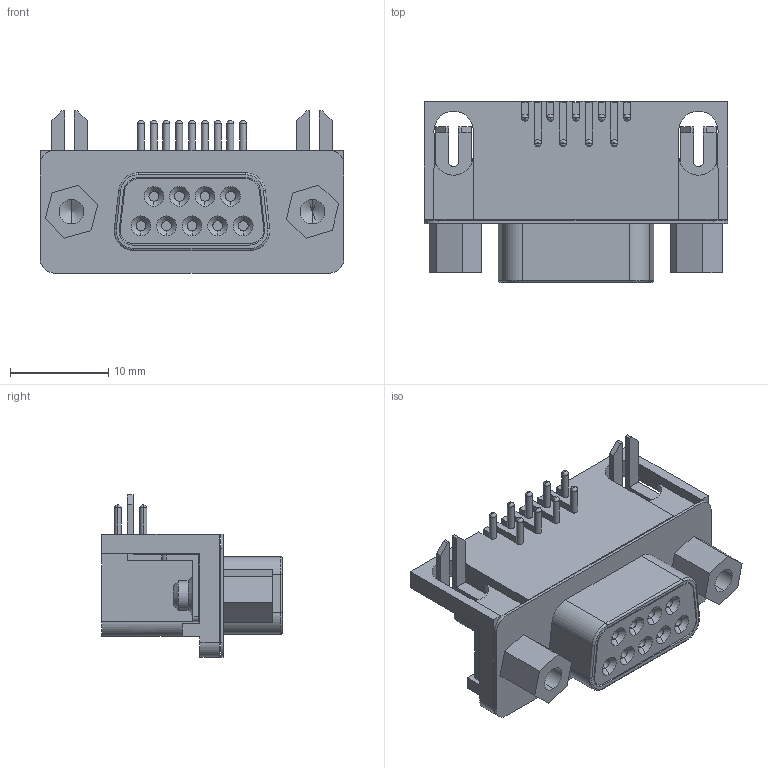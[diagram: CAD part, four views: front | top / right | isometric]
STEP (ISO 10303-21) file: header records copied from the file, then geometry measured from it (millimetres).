
FILE_DESCRIPTION (( 'STEP AP214' ), '1' );
FILE_NAME ('A23976D5-7AFC-48AC-BED6-ABFF4FDD5FA5.STEP', '2023-04-04T01:17:40', ( '' ), ( '' ), 'SwSTEP 2.0', 'SolidWorks 2022', '' );
FILE_SCHEMA (( 'AUTOMOTIVE_DESIGN' ));
Length unit declared in the file: millimetre
Products named in the file (1): A23976D5-7AFC-48AC-BED6-ABFF4FDD5FA5
Bounding box: 30.9 x 18.4 x 16.5 mm (x, y, z)
Volume: 3779.4 mm3; surface area: 3927.8 mm2
Topology: 1 solids, 1 shells, 325 faces, 809 edges, 504 vertices
Faces by surface type: plane 182, cylinder 91, cone 30, bspline 22
Entity records: 13382 total; most frequent: CARTESIAN_POINT 2043, DIRECTION 1615, ORIENTED_EDGE 1610, EDGE_CURVE 805, LINE 551, VECTOR 551, AXIS2_PLACEMENT_3D 532, VERTEX_POINT 504
